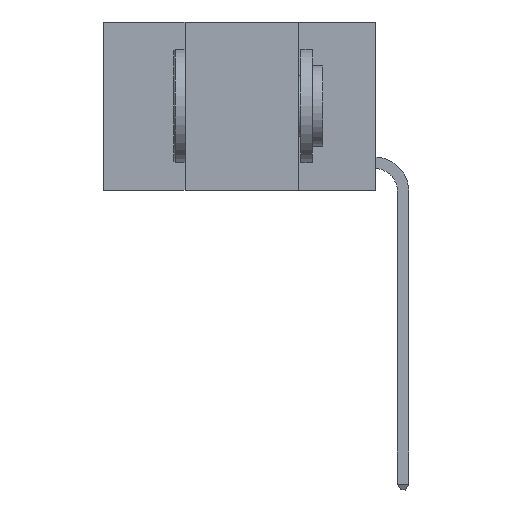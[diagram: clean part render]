
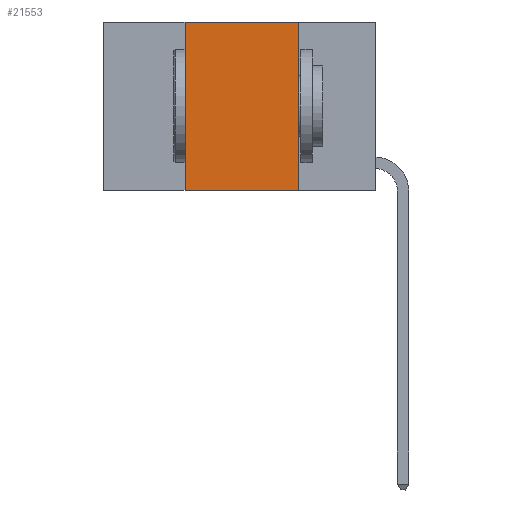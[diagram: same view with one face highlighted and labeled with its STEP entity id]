
A CAD part, left-side view. The second image highlights one B-rep face of the part: STEP entity #21553.
In plain terms, the highlighted planar face has unit normal (-1, 0, 0).
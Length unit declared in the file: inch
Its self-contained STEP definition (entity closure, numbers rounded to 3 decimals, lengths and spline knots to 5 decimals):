
#1069 = CARTESIAN_POINT ( 'NONE',  ( 0., 0.6, -0.37 ) ) ;
#1924 = EDGE_CURVE ( 'NONE', #6048, #8680, #5896, .T. ) ;
#3197 = DIRECTION ( 'NONE',  ( 0., 0., 1. ) ) ;
#3556 = DIRECTION ( 'NONE',  ( 0., -1., 0. ) ) ;
#4982 = EDGE_CURVE ( 'NONE', #22003, #8680, #5119, .T. ) ;
#5119 = LINE ( 'NONE', #1069, #15212 ) ;
#5896 = LINE ( 'NONE', #17319, #20324 ) ;
#6048 = VERTEX_POINT ( 'NONE', #21112 ) ;
#8135 = CARTESIAN_POINT ( 'NONE',  ( 0., 0.42, -0.37 ) ) ;
#8680 = VERTEX_POINT ( 'NONE', #20335 ) ;
#10792 = VECTOR ( 'NONE', #3556, 39.37008 ) ;
#12021 = ORIENTED_EDGE ( 'NONE', *, *, #24514, .F. ) ;
#12478 = DIRECTION ( 'NONE',  ( 0., 0., -1. ) ) ;
#12506 = DIRECTION ( 'NONE',  ( 0., -1., 0. ) ) ;
#12807 = LINE ( 'NONE', #20197, #17196 ) ;
#13802 = ORIENTED_EDGE ( 'NONE', *, *, #4982, .T. ) ;
#15212 = VECTOR ( 'NONE', #12506, 39.37008 ) ;
#15798 = LINE ( 'NONE', #24123, #10792 ) ;
#16442 = ORIENTED_EDGE ( 'NONE', *, *, #1924, .F. ) ;
#17196 = VECTOR ( 'NONE', #3197, 39.37008 ) ;
#17319 = CARTESIAN_POINT ( 'NONE',  ( 0., 0.17, 0. ) ) ;
#17646 = EDGE_CURVE ( 'NONE', #22003, #21300, #12807, .T. ) ;
#18184 = ORIENTED_EDGE ( 'NONE', *, *, #17646, .F. ) ;
#19207 = DIRECTION ( 'NONE',  ( 0., 0., -1. ) ) ;
#19928 = PLANE ( 'NONE',  #21390 ) ;
#20197 = CARTESIAN_POINT ( 'NONE',  ( 0., 0.42, 0. ) ) ;
#20324 = VECTOR ( 'NONE', #19207, 39.37008 ) ;
#20335 = CARTESIAN_POINT ( 'NONE',  ( 0., 0.17, -0.37 ) ) ;
#21112 = CARTESIAN_POINT ( 'NONE',  ( 0., 0.17, 0. ) ) ;
#21139 = CARTESIAN_POINT ( 'NONE',  ( 0., 0.42, 0. ) ) ;
#21300 = VERTEX_POINT ( 'NONE', #21139 ) ;
#21322 = EDGE_LOOP ( 'NONE', ( #16442, #12021, #18184, #13802 ) ) ;
#21390 = AXIS2_PLACEMENT_3D ( 'NONE', #21781, #23644, #12478 ) ;
#21553 = ADVANCED_FACE ( 'NONE', ( #24355 ), #19928, .F. ) ;
#21781 = CARTESIAN_POINT ( 'NONE',  ( 0., 0.6, 0. ) ) ;
#22003 = VERTEX_POINT ( 'NONE', #8135 ) ;
#23644 = DIRECTION ( 'NONE',  ( 1., 0., 0. ) ) ;
#24123 = CARTESIAN_POINT ( 'NONE',  ( 0., 0.6, 0. ) ) ;
#24355 = FACE_OUTER_BOUND ( 'NONE', #21322, .T. ) ;
#24514 = EDGE_CURVE ( 'NONE', #21300, #6048, #15798, .T. ) ;
